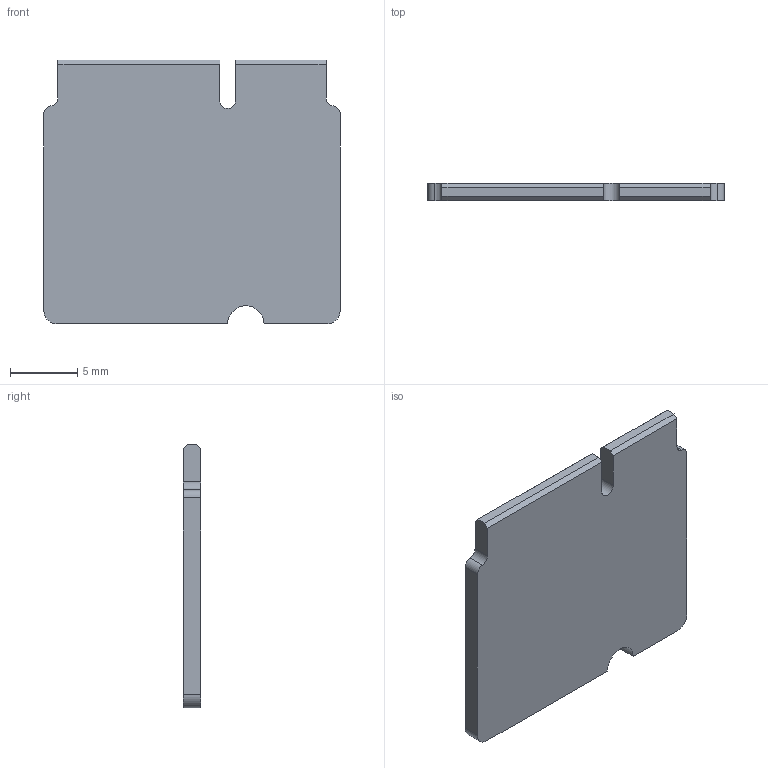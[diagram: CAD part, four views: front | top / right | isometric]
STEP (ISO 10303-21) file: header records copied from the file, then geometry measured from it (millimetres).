
FILE_DESCRIPTION((''),'2;1');
FILE_NAME('MICROMOD','2023-02-28T13:42:32',('DylanThrush'),('AGILITY ROBOTICS'),'CREO PARAMETRIC BY PTC INC, 2022284','CREO PARAMETRIC BY PTC INC, 2022284','');
FILE_SCHEMA(('AUTOMOTIVE_DESIGN { 1 0 10303 214 1 1 1 1 }'));
Length unit declared in the file: millimetre
Products named in the file (1): MICROMOD
Bounding box: 22 x 1.3 x 19.6 mm (x, y, z)
Volume: 539.8 mm3; surface area: 942.5 mm2
Topology: 1 solids, 1 shells, 24 faces, 66 edges, 44 vertices
Faces by surface type: plane 16, cylinder 8
Entity records: 1054 total; most frequent: CARTESIAN_POINT 136, ORIENTED_EDGE 132, DIRECTION 130, PRESENTATION_STYLE_ASSIGNMENT 67, STYLED_ITEM 67, CURVE_STYLE 66, EDGE_CURVE 66, VECTOR 50
